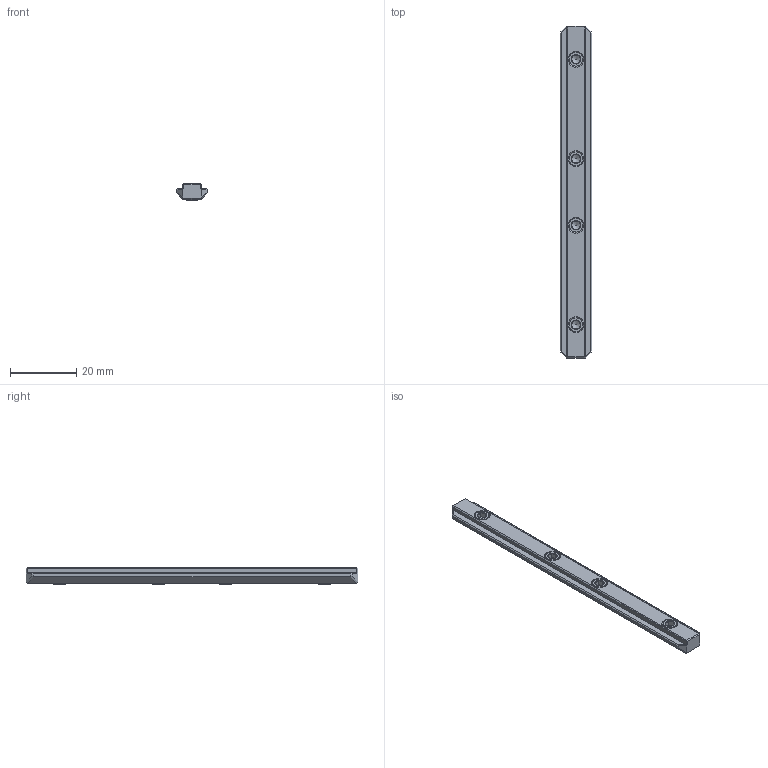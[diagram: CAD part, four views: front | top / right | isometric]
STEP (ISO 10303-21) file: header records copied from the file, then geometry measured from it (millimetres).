
FILE_DESCRIPTION(('FreeCAD Model'),'2;1');
FILE_NAME('Open CASCADE Shape Model','2024-05-18T20:50:26',(''),(''), 'Open CASCADE STEP processor 7.6','FreeCAD','Unknown');
FILE_SCHEMA(('AP242_MANAGED_MODEL_BASED_3D_ENGINEERING_MIM_LF. {1 0 10303 442 1 1 4 }'));
Length unit declared in the file: millimetre
Products named in the file (6): _020_Extrusion_Straight_Internal_Connector; Body; M5x5-Screw; M5x5-Screw004; M5x5-Screw005; M5x5-Screw006
Assembly tree (5 placements, depth 2):
  _020_Extrusion_Straight_Internal_Connector
    Body
    M5x5-Screw
    M5x5-Screw004
    M5x5-Screw005
    M5x5-Screw006
Bounding box: 9.5 x 100 x 5 mm (x, y, z)
Volume: 3530.8 mm3; surface area: 3180.9 mm2
Topology: 5 solids, 5 shells, 116 faces, 262 edges, 160 vertices
Faces by surface type: plane 84, cone 24, cylinder 8
Full cylindrical faces by diameter (mm): 4.2 x4, 5 x4
Entity records: 7164 total; most frequent: CARTESIAN_POINT 1716, DIRECTION 1018, LINE 578, VECTOR 578, ORIENTED_EDGE 524, PCURVE 524, DEFINITIONAL_REPRESENTATION 524, EDGE_CURVE 262
